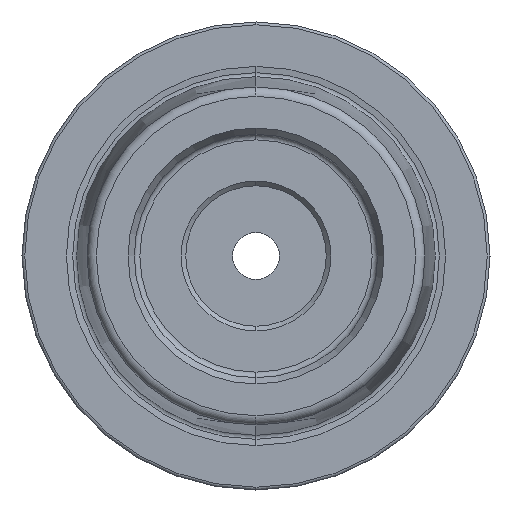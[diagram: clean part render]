
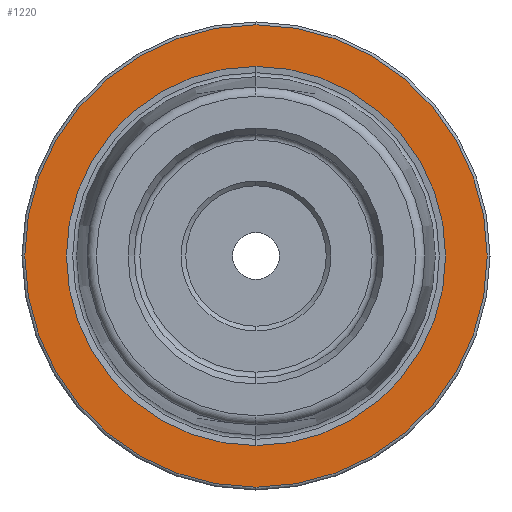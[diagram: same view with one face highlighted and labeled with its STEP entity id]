
A CAD part, left-side view. The second image highlights one B-rep face of the part: STEP entity #1220.
In plain terms, the highlighted planar face has unit normal (-1, 0, 0).
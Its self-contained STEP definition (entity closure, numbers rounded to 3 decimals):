
#130 = EDGE_LOOP ( 'NONE', ( #2318, #3156 ) ) ;
#466 = CARTESIAN_POINT ( 'NONE',  ( 0., 0., 24.7 ) ) ;
#523 = PLANE ( 'NONE',  #977 ) ;
#529 = EDGE_CURVE ( 'NONE', #1785, #2118, #1303, .T. ) ;
#629 = AXIS2_PLACEMENT_3D ( 'NONE', #3946, #1795, #3359 ) ;
#778 = EDGE_CURVE ( 'NONE', #2843, #2271, #3580, .T. ) ;
#977 = AXIS2_PLACEMENT_3D ( 'NONE', #3042, #3356, #1748 ) ;
#1141 = CIRCLE ( 'NONE', #629, 24.7 ) ;
#1218 = CARTESIAN_POINT ( 'NONE',  ( 0., 0., 0. ) ) ;
#1220 = ADVANCED_FACE ( 'NONE', ( #1720, #3315 ), #523, .F. ) ;
#1303 = CIRCLE ( 'NONE', #2132, 24.7 ) ;
#1377 = AXIS2_PLACEMENT_3D ( 'NONE', #2507, #1885, #3752 ) ;
#1613 = EDGE_CURVE ( 'NONE', #2118, #1785, #1141, .T. ) ;
#1691 = CARTESIAN_POINT ( 'NONE',  ( 0., 0., 0. ) ) ;
#1720 = FACE_BOUND ( 'NONE', #130, .T. ) ;
#1748 = DIRECTION ( 'NONE',  ( 0., 0., -1. ) ) ;
#1785 = VERTEX_POINT ( 'NONE', #2160 ) ;
#1795 = DIRECTION ( 'NONE',  ( -1., 0., 0. ) ) ;
#1844 = DIRECTION ( 'NONE',  ( 0., 0., 1. ) ) ;
#1850 = CARTESIAN_POINT ( 'NONE',  ( 0., 0., 20.258 ) ) ;
#1885 = DIRECTION ( 'NONE',  ( -1., 0., 0. ) ) ;
#1986 = DIRECTION ( 'NONE',  ( -1., 0., 0. ) ) ;
#2091 = EDGE_LOOP ( 'NONE', ( #2432, #3246 ) ) ;
#2118 = VERTEX_POINT ( 'NONE', #466 ) ;
#2132 = AXIS2_PLACEMENT_3D ( 'NONE', #1691, #1986, #3847 ) ;
#2160 = CARTESIAN_POINT ( 'NONE',  ( 0., 0., -24.7 ) ) ;
#2271 = VERTEX_POINT ( 'NONE', #1850 ) ;
#2318 = ORIENTED_EDGE ( 'NONE', *, *, #2679, .F. ) ;
#2432 = ORIENTED_EDGE ( 'NONE', *, *, #1613, .T. ) ;
#2507 = CARTESIAN_POINT ( 'NONE',  ( 0., 0., 0. ) ) ;
#2679 = EDGE_CURVE ( 'NONE', #2271, #2843, #3407, .T. ) ;
#2843 = VERTEX_POINT ( 'NONE', #3461 ) ;
#3042 = CARTESIAN_POINT ( 'NONE',  ( 0., 24.7, 0. ) ) ;
#3156 = ORIENTED_EDGE ( 'NONE', *, *, #778, .F. ) ;
#3246 = ORIENTED_EDGE ( 'NONE', *, *, #529, .T. ) ;
#3315 = FACE_OUTER_BOUND ( 'NONE', #2091, .T. ) ;
#3356 = DIRECTION ( 'NONE',  ( 1., 0., 0. ) ) ;
#3359 = DIRECTION ( 'NONE',  ( 0., 0., 1. ) ) ;
#3407 = CIRCLE ( 'NONE', #3511, 20.258 ) ;
#3461 = CARTESIAN_POINT ( 'NONE',  ( 0., 0., -20.258 ) ) ;
#3511 = AXIS2_PLACEMENT_3D ( 'NONE', #1218, #4023, #1844 ) ;
#3580 = CIRCLE ( 'NONE', #1377, 20.258 ) ;
#3752 = DIRECTION ( 'NONE',  ( 0., 0., 1. ) ) ;
#3847 = DIRECTION ( 'NONE',  ( 0., 0., 1. ) ) ;
#3946 = CARTESIAN_POINT ( 'NONE',  ( 0., 0., 0. ) ) ;
#4023 = DIRECTION ( 'NONE',  ( -1., 0., 0. ) ) ;
